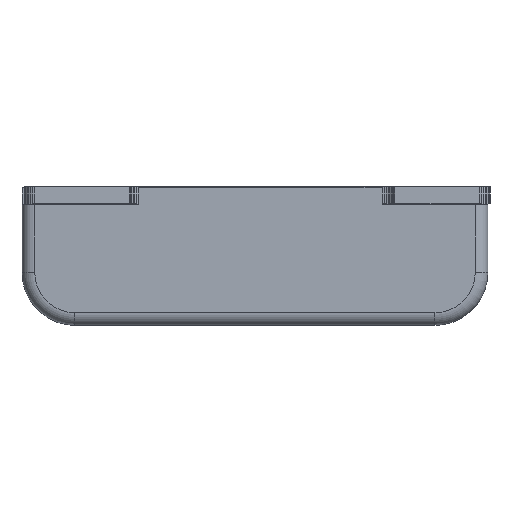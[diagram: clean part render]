
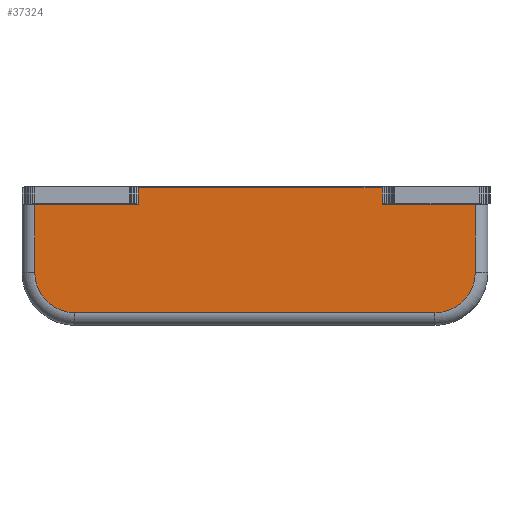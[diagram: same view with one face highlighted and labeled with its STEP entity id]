
A CAD part, left-side view. The second image highlights one B-rep face of the part: STEP entity #37324.
In plain terms, the highlighted planar face has unit normal (-1, 0, 0).
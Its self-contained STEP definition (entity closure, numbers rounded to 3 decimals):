
#1769=CIRCLE('',#40364,3.8);
#1773=CIRCLE('',#40370,3.8);
#3709=FACE_OUTER_BOUND('',#5705,.T.);
#5705=EDGE_LOOP('',(#33160,#33161,#33162,#33163,#33164,#33165,#33166,#33167,
#33168,#33169));
#9901=LINE('',#64161,#14174);
#9905=LINE('',#64169,#14178);
#9975=LINE('',#64379,#14248);
#9976=LINE('',#64390,#14249);
#9978=LINE('',#64399,#14251);
#9980=LINE('',#64403,#14253);
#9981=LINE('',#64405,#14254);
#9982=LINE('',#64406,#14255);
#14174=VECTOR('',#50095,10.);
#14178=VECTOR('',#50099,10.);
#14248=VECTOR('',#50317,10.);
#14249=VECTOR('',#50330,10.);
#14251=VECTOR('',#50342,10.);
#14253=VECTOR('',#50346,10.);
#14254=VECTOR('',#50347,10.);
#14255=VECTOR('',#50348,10.);
#17548=VERTEX_POINT('',#64158);
#17549=VERTEX_POINT('',#64160);
#17552=VERTEX_POINT('',#64166);
#17553=VERTEX_POINT('',#64168);
#17613=VERTEX_POINT('',#64377);
#17615=VERTEX_POINT('',#64382);
#17617=VERTEX_POINT('',#64388);
#17619=VERTEX_POINT('',#64394);
#17620=VERTEX_POINT('',#64402);
#17621=VERTEX_POINT('',#64404);
#22695=EDGE_CURVE('',#17549,#17548,#9901,.T.);
#22699=EDGE_CURVE('',#17553,#17552,#9905,.T.);
#22802=EDGE_CURVE('',#17613,#17548,#9975,.T.);
#22804=EDGE_CURVE('',#17615,#17613,#1769,.T.);
#22807=EDGE_CURVE('',#17617,#17615,#9976,.T.);
#22810=EDGE_CURVE('',#17619,#17617,#1773,.T.);
#22812=EDGE_CURVE('',#17553,#17619,#9978,.T.);
#22814=EDGE_CURVE('',#17552,#17620,#9980,.T.);
#22815=EDGE_CURVE('',#17621,#17620,#9981,.T.);
#22816=EDGE_CURVE('',#17621,#17549,#9982,.T.);
#33160=ORIENTED_EDGE('',*,*,#22802,.F.);
#33161=ORIENTED_EDGE('',*,*,#22804,.F.);
#33162=ORIENTED_EDGE('',*,*,#22807,.F.);
#33163=ORIENTED_EDGE('',*,*,#22810,.F.);
#33164=ORIENTED_EDGE('',*,*,#22812,.F.);
#33165=ORIENTED_EDGE('',*,*,#22699,.T.);
#33166=ORIENTED_EDGE('',*,*,#22814,.T.);
#33167=ORIENTED_EDGE('',*,*,#22815,.F.);
#33168=ORIENTED_EDGE('',*,*,#22816,.T.);
#33169=ORIENTED_EDGE('',*,*,#22695,.T.);
#34739=PLANE('',#40373);
#37324=ADVANCED_FACE('',(#3709),#34739,.T.);
#40364=AXIS2_PLACEMENT_3D('',#64384,#50322,#50323);
#40370=AXIS2_PLACEMENT_3D('',#64396,#50336,#50337);
#40373=AXIS2_PLACEMENT_3D('',#64401,#50344,#50345);
#50095=DIRECTION('',(0.,1.,0.));
#50099=DIRECTION('',(0.,1.,0.));
#50317=DIRECTION('',(0.,0.,1.));
#50322=DIRECTION('center_axis',(1.,0.,0.));
#50323=DIRECTION('ref_axis',(0.,0.707,-0.707));
#50330=DIRECTION('',(0.,1.,0.));
#50336=DIRECTION('center_axis',(1.,0.,0.));
#50337=DIRECTION('ref_axis',(0.,-0.707,-0.707));
#50342=DIRECTION('',(0.,0.,-1.));
#50344=DIRECTION('center_axis',(-1.,0.,0.));
#50345=DIRECTION('ref_axis',(0.,-1.,0.));
#50346=DIRECTION('',(0.,0.,1.));
#50347=DIRECTION('',(0.,-1.,0.));
#50348=DIRECTION('',(0.,0.,-1.));
#64158=CARTESIAN_POINT('',(0.,42.8,11.4));
#64160=CARTESIAN_POINT('',(0.,33.,11.4));
#64161=CARTESIAN_POINT('',(0.,33.,11.4));
#64166=CARTESIAN_POINT('',(0.,10.,11.4));
#64168=CARTESIAN_POINT('',(0.,1.2,11.4));
#64169=CARTESIAN_POINT('',(0.,33.,11.4));
#64377=CARTESIAN_POINT('',(0.,42.8,5.));
#64379=CARTESIAN_POINT('',(0.,42.8,0.));
#64382=CARTESIAN_POINT('',(0.,39.,1.2));
#64384=CARTESIAN_POINT('Origin',(0.,39.,5.));
#64388=CARTESIAN_POINT('',(0.,5.,1.2));
#64390=CARTESIAN_POINT('',(0.,33.,1.2));
#64394=CARTESIAN_POINT('',(0.,1.2,5.));
#64396=CARTESIAN_POINT('Origin',(0.,5.,5.));
#64399=CARTESIAN_POINT('',(0.,1.2,0.));
#64401=CARTESIAN_POINT('Origin',(0.,44.,0.));
#64402=CARTESIAN_POINT('',(0.,10.,13.));
#64403=CARTESIAN_POINT('',(0.,10.,7.75));
#64404=CARTESIAN_POINT('',(0.,33.,13.));
#64405=CARTESIAN_POINT('',(0.,33.,13.));
#64406=CARTESIAN_POINT('',(0.,33.,7.75));
